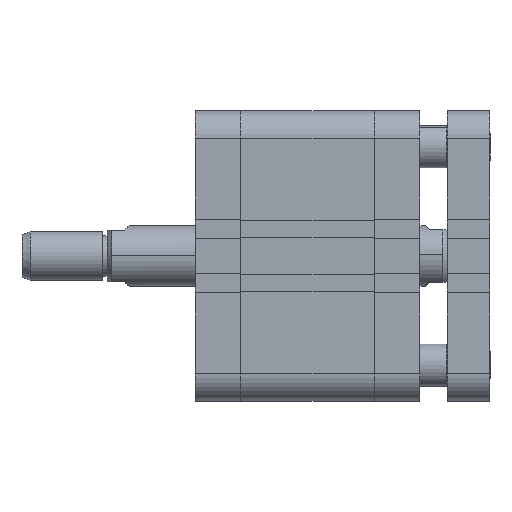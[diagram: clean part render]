
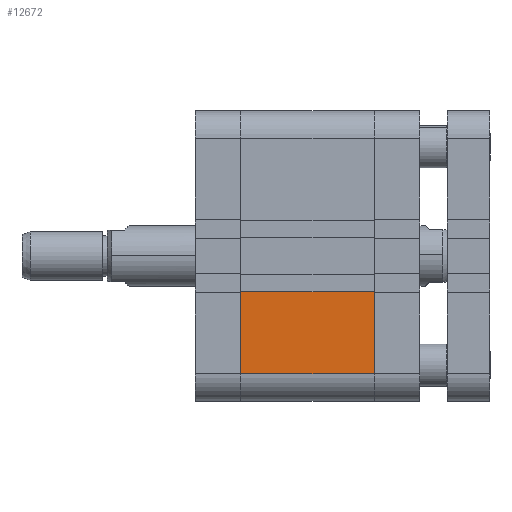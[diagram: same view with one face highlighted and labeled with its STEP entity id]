
A CAD part, front view. The second image highlights one B-rep face of the part: STEP entity #12672.
In plain terms, the highlighted planar face has unit normal (0, -1, 0).
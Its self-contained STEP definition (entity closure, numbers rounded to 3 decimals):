
#1296 = EDGE_CURVE ( 'NONE', #32342, #24249, #31820, .T. ) ;
#1978 = CARTESIAN_POINT ( 'NONE',  ( 44., -47.75, -38.75 ) ) ;
#2021 = EDGE_LOOP ( 'NONE', ( #18487, #19555, #8974, #6095 ) ) ;
#2135 = FACE_OUTER_BOUND ( 'NONE', #2021, .T. ) ;
#2742 = DIRECTION ( 'NONE',  ( 0., 1., 0. ) ) ;
#4233 = CARTESIAN_POINT ( 'NONE',  ( 0., -47.75, -11.8 ) ) ;
#5116 = CARTESIAN_POINT ( 'NONE',  ( 44., -47.75, -11.8 ) ) ;
#6095 = ORIENTED_EDGE ( 'NONE', *, *, #35388, .F. ) ;
#8974 = ORIENTED_EDGE ( 'NONE', *, *, #13964, .T. ) ;
#9287 = PLANE ( 'NONE',  #12082 ) ;
#9321 = CARTESIAN_POINT ( 'NONE',  ( 44.001, -47.75, -11.8 ) ) ;
#9946 = DIRECTION ( 'NONE',  ( 0., 0., -1. ) ) ;
#11072 = VERTEX_POINT ( 'NONE', #1978 ) ;
#11801 = CARTESIAN_POINT ( 'NONE',  ( 44., -47.75, -38.75 ) ) ;
#12082 = AXIS2_PLACEMENT_3D ( 'NONE', #12463, #2742, #25424 ) ;
#12463 = CARTESIAN_POINT ( 'NONE',  ( 44., -47.75, -47.75 ) ) ;
#12672 = ADVANCED_FACE ( 'NONE', ( #2135 ), #9287, .F. ) ;
#13964 = EDGE_CURVE ( 'NONE', #20401, #11072, #15413, .T. ) ;
#15413 = LINE ( 'NONE', #11801, #37891 ) ;
#18487 = ORIENTED_EDGE ( 'NONE', *, *, #1296, .T. ) ;
#19555 = ORIENTED_EDGE ( 'NONE', *, *, #20331, .T. ) ;
#20331 = EDGE_CURVE ( 'NONE', #24249, #20401, #22661, .T. ) ;
#20401 = VERTEX_POINT ( 'NONE', #39972 ) ;
#22661 = LINE ( 'NONE', #32445, #29293 ) ;
#24249 = VERTEX_POINT ( 'NONE', #4233 ) ;
#25424 = DIRECTION ( 'NONE',  ( 0., 0., 1. ) ) ;
#26081 = LINE ( 'NONE', #38999, #28300 ) ;
#28300 = VECTOR ( 'NONE', #9946, 1000. ) ;
#29293 = VECTOR ( 'NONE', #38557, 1000. ) ;
#29545 = VECTOR ( 'NONE', #34779, 1000. ) ;
#31820 = LINE ( 'NONE', #9321, #29545 ) ;
#32342 = VERTEX_POINT ( 'NONE', #5116 ) ;
#32445 = CARTESIAN_POINT ( 'NONE',  ( 0., -47.75, -47.75 ) ) ;
#34779 = DIRECTION ( 'NONE',  ( -1., 0., 0. ) ) ;
#35388 = EDGE_CURVE ( 'NONE', #32342, #11072, #26081, .T. ) ;
#37891 = VECTOR ( 'NONE', #40226, 1000. ) ;
#38557 = DIRECTION ( 'NONE',  ( 0., 0., -1. ) ) ;
#38999 = CARTESIAN_POINT ( 'NONE',  ( 44., -47.75, -47.75 ) ) ;
#39972 = CARTESIAN_POINT ( 'NONE',  ( 0., -47.75, -38.75 ) ) ;
#40226 = DIRECTION ( 'NONE',  ( 1., 0., 0. ) ) ;
